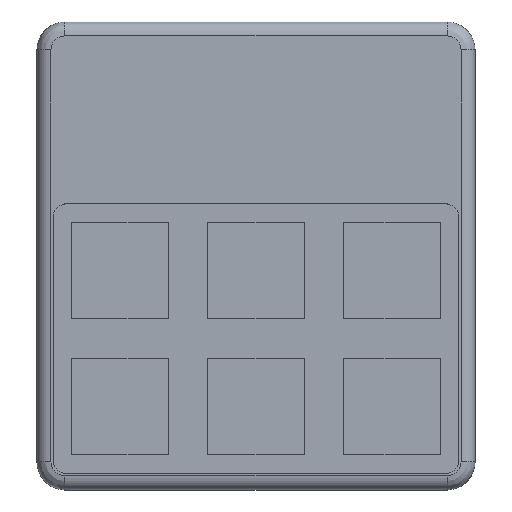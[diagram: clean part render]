
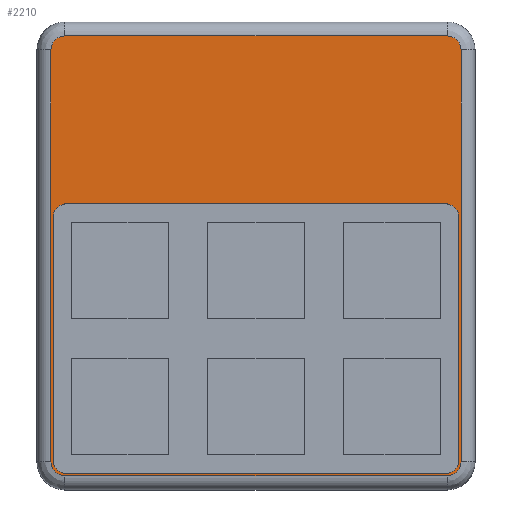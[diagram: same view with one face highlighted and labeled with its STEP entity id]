
A CAD part, top view. The second image highlights one B-rep face of the part: STEP entity #2210.
In plain terms, the highlighted planar face has unit normal (0, 0, 1).
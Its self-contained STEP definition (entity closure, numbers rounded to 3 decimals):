
#17=FACE_BOUND('',#255,.T.);
#38=PLANE('',#2360);
#133=FACE_OUTER_BOUND('',#254,.T.);
#254=EDGE_LOOP('',(#1554,#1555,#1556,#1557,#1558,#1559,#1560,#1561));
#255=EDGE_LOOP('',(#1562,#1563,#1564,#1565,#1566,#1567,#1568,#1569));
#383=LINE('',#3176,#635);
#384=LINE('',#3195,#636);
#386=LINE('',#3215,#638);
#388=LINE('',#3235,#640);
#397=LINE('',#3269,#649);
#398=LINE('',#3273,#650);
#399=LINE('',#3277,#651);
#400=LINE('',#3281,#652);
#635=VECTOR('',#2536,10.);
#636=VECTOR('',#2547,10.);
#638=VECTOR('',#2559,10.);
#640=VECTOR('',#2571,10.);
#649=VECTOR('',#2598,10.);
#650=VECTOR('',#2601,10.);
#651=VECTOR('',#2604,10.);
#652=VECTOR('',#2607,10.);
#889=CIRCLE('',#2338,2.);
#893=CIRCLE('',#2343,2.);
#897=CIRCLE('',#2348,2.);
#900=CIRCLE('',#2352,2.);
#904=CIRCLE('',#2361,2.);
#905=CIRCLE('',#2362,2.);
#906=CIRCLE('',#2363,2.);
#907=CIRCLE('',#2364,2.);
#962=VERTEX_POINT('',#3169);
#965=VERTEX_POINT('',#3174);
#967=VERTEX_POINT('',#3187);
#969=VERTEX_POINT('',#3193);
#971=VERTEX_POINT('',#3207);
#973=VERTEX_POINT('',#3213);
#975=VERTEX_POINT('',#3227);
#977=VERTEX_POINT('',#3233);
#983=VERTEX_POINT('',#3267);
#984=VERTEX_POINT('',#3268);
#985=VERTEX_POINT('',#3270);
#986=VERTEX_POINT('',#3272);
#987=VERTEX_POINT('',#3274);
#988=VERTEX_POINT('',#3276);
#989=VERTEX_POINT('',#3278);
#990=VERTEX_POINT('',#3280);
#1181=EDGE_CURVE('',#965,#962,#383,.T.);
#1183=EDGE_CURVE('',#967,#965,#889,.T.);
#1186=EDGE_CURVE('',#969,#967,#384,.T.);
#1189=EDGE_CURVE('',#971,#969,#893,.T.);
#1192=EDGE_CURVE('',#973,#971,#386,.T.);
#1195=EDGE_CURVE('',#975,#973,#897,.T.);
#1198=EDGE_CURVE('',#977,#975,#388,.T.);
#1200=EDGE_CURVE('',#962,#977,#900,.T.);
#1211=EDGE_CURVE('',#983,#984,#397,.T.);
#1212=EDGE_CURVE('',#985,#984,#904,.T.);
#1213=EDGE_CURVE('',#985,#986,#398,.T.);
#1214=EDGE_CURVE('',#987,#986,#905,.T.);
#1215=EDGE_CURVE('',#987,#988,#399,.T.);
#1216=EDGE_CURVE('',#989,#988,#906,.T.);
#1217=EDGE_CURVE('',#989,#990,#400,.T.);
#1218=EDGE_CURVE('',#983,#990,#907,.T.);
#1554=ORIENTED_EDGE('',*,*,#1181,.F.);
#1555=ORIENTED_EDGE('',*,*,#1183,.F.);
#1556=ORIENTED_EDGE('',*,*,#1186,.F.);
#1557=ORIENTED_EDGE('',*,*,#1189,.F.);
#1558=ORIENTED_EDGE('',*,*,#1192,.F.);
#1559=ORIENTED_EDGE('',*,*,#1195,.F.);
#1560=ORIENTED_EDGE('',*,*,#1198,.F.);
#1561=ORIENTED_EDGE('',*,*,#1200,.F.);
#1562=ORIENTED_EDGE('',*,*,#1211,.T.);
#1563=ORIENTED_EDGE('',*,*,#1212,.F.);
#1564=ORIENTED_EDGE('',*,*,#1213,.T.);
#1565=ORIENTED_EDGE('',*,*,#1214,.F.);
#1566=ORIENTED_EDGE('',*,*,#1215,.T.);
#1567=ORIENTED_EDGE('',*,*,#1216,.F.);
#1568=ORIENTED_EDGE('',*,*,#1217,.T.);
#1569=ORIENTED_EDGE('',*,*,#1218,.F.);
#2210=ADVANCED_FACE('',(#133,#17),#38,.T.);
#2338=AXIS2_PLACEMENT_3D('',#3189,#2539,#2540);
#2343=AXIS2_PLACEMENT_3D('',#3209,#2551,#2552);
#2348=AXIS2_PLACEMENT_3D('',#3229,#2563,#2564);
#2352=AXIS2_PLACEMENT_3D('',#3246,#2573,#2574);
#2360=AXIS2_PLACEMENT_3D('',#3266,#2596,#2597);
#2361=AXIS2_PLACEMENT_3D('',#3271,#2599,#2600);
#2362=AXIS2_PLACEMENT_3D('',#3275,#2602,#2603);
#2363=AXIS2_PLACEMENT_3D('',#3279,#2605,#2606);
#2364=AXIS2_PLACEMENT_3D('',#3282,#2608,#2609);
#2536=DIRECTION('',(-1.,0.,0.));
#2539=DIRECTION('center_axis',(0.,0.,-1.));
#2540=DIRECTION('ref_axis',(0.707,-0.707,0.));
#2547=DIRECTION('',(0.,-1.,0.));
#2551=DIRECTION('center_axis',(0.,0.,-1.));
#2552=DIRECTION('ref_axis',(0.707,0.707,0.));
#2559=DIRECTION('',(1.,0.,0.));
#2563=DIRECTION('center_axis',(0.,0.,-1.));
#2564=DIRECTION('ref_axis',(-0.707,0.707,0.));
#2571=DIRECTION('',(0.,1.,0.));
#2573=DIRECTION('center_axis',(0.,0.,-1.));
#2574=DIRECTION('ref_axis',(-0.707,-0.707,0.));
#2596=DIRECTION('center_axis',(0.,0.,1.));
#2597=DIRECTION('ref_axis',(1.,0.,0.));
#2598=DIRECTION('',(0.,-1.,0.));
#2599=DIRECTION('center_axis',(0.,0.,1.));
#2600=DIRECTION('ref_axis',(0.707,-0.707,0.));
#2601=DIRECTION('',(-1.,0.,0.));
#2602=DIRECTION('center_axis',(0.,0.,1.));
#2603=DIRECTION('ref_axis',(-0.707,-0.707,0.));
#2604=DIRECTION('',(0.,1.,0.));
#2605=DIRECTION('center_axis',(0.,0.,1.));
#2606=DIRECTION('ref_axis',(-0.707,0.707,0.));
#2607=DIRECTION('',(1.,0.,0.));
#2608=DIRECTION('center_axis',(0.,0.,1.));
#2609=DIRECTION('ref_axis',(0.707,0.707,0.));
#3169=CARTESIAN_POINT('',(4.,2.,10.));
#3174=CARTESIAN_POINT('',(58.8,2.,10.));
#3176=CARTESIAN_POINT('',(17.7,2.,10.));
#3187=CARTESIAN_POINT('',(60.8,4.,10.));
#3189=CARTESIAN_POINT('Origin',(58.8,4.,10.));
#3193=CARTESIAN_POINT('',(60.8,63.061,10.));
#3195=CARTESIAN_POINT('',(60.8,18.765,10.));
#3207=CARTESIAN_POINT('',(58.8,65.061,10.));
#3209=CARTESIAN_POINT('Origin',(58.8,63.061,10.));
#3213=CARTESIAN_POINT('',(4.,65.061,10.));
#3215=CARTESIAN_POINT('',(45.1,65.061,10.));
#3227=CARTESIAN_POINT('',(2.,63.061,10.));
#3229=CARTESIAN_POINT('Origin',(4.,63.061,10.));
#3233=CARTESIAN_POINT('',(2.,4.,10.));
#3235=CARTESIAN_POINT('',(2.,48.296,10.));
#3246=CARTESIAN_POINT('Origin',(4.,4.,10.));
#3266=CARTESIAN_POINT('Origin',(31.4,33.53,10.));
#3267=CARTESIAN_POINT('',(60.5,39.,10.));
#3268=CARTESIAN_POINT('',(60.5,4.3,10.));
#3269=CARTESIAN_POINT('',(60.5,37.265,10.));
#3270=CARTESIAN_POINT('',(58.5,2.3,10.));
#3271=CARTESIAN_POINT('Origin',(58.5,4.3,10.));
#3272=CARTESIAN_POINT('',(4.3,2.3,10.));
#3273=CARTESIAN_POINT('',(45.95,2.3,10.));
#3274=CARTESIAN_POINT('',(2.3,4.3,10.));
#3275=CARTESIAN_POINT('Origin',(4.3,4.3,10.));
#3276=CARTESIAN_POINT('',(2.3,39.,10.));
#3277=CARTESIAN_POINT('',(2.3,17.915,10.));
#3278=CARTESIAN_POINT('',(4.3,41.,10.));
#3279=CARTESIAN_POINT('Origin',(4.3,39.,10.));
#3280=CARTESIAN_POINT('',(58.5,41.,10.));
#3281=CARTESIAN_POINT('',(16.85,41.,10.));
#3282=CARTESIAN_POINT('Origin',(58.5,39.,10.));
